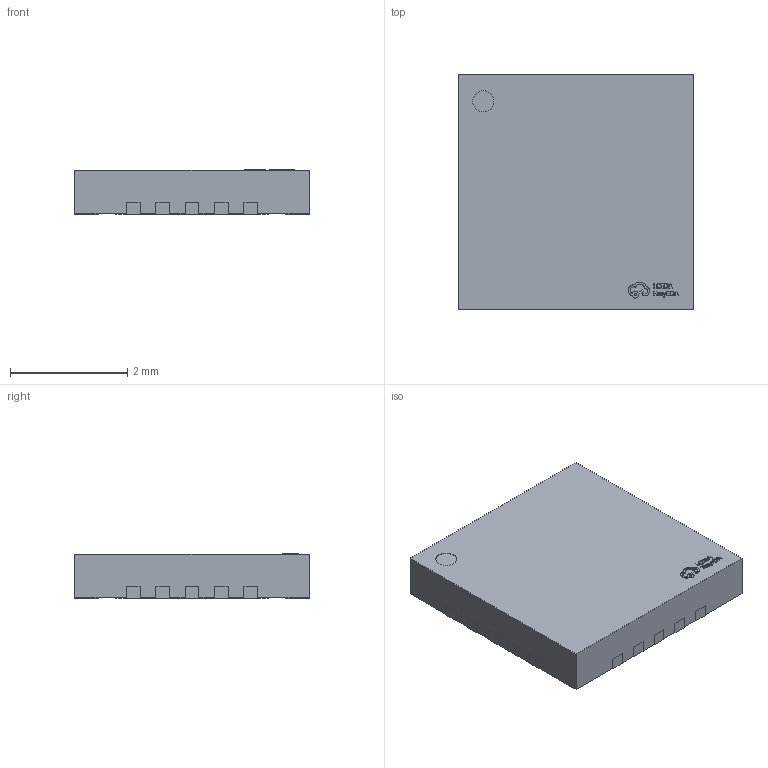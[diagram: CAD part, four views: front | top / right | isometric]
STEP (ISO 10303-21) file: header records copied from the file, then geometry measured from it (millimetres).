
FILE_DESCRIPTION (( 'STEP AP214' ), '1' );
FILE_NAME ('QFN-20_L4.0-W4.0-P0.50-TL-EP2.6.step', '2022-07-15T02:59:39', ( '' ), ( '' ), 'SwSTEP 2.0', 'SolidWorks 2020', '' );
FILE_SCHEMA (( 'AUTOMOTIVE_DESIGN' ));
Length unit declared in the file: millimetre
Products named in the file (1): QFN-20_L4.0-W4.0-P0.50-TL-EP2.6
Bounding box: 4 x 4 x 0.76 mm (x, y, z)
Volume: 11.9 mm3; surface area: 72 mm2
Topology: 22 solids, 22 shells, 591 faces, 1557 edges, 1038 vertices
Faces by surface type: plane 389, bspline 112, cylinder 90
Entity records: 24648 total; most frequent: CARTESIAN_POINT 5291, ORIENTED_EDGE 3114, DIRECTION 2469, EDGE_CURVE 1557, LINE 1149, VECTOR 1149, VERTEX_POINT 1038, AXIS2_PLACEMENT_3D 660
